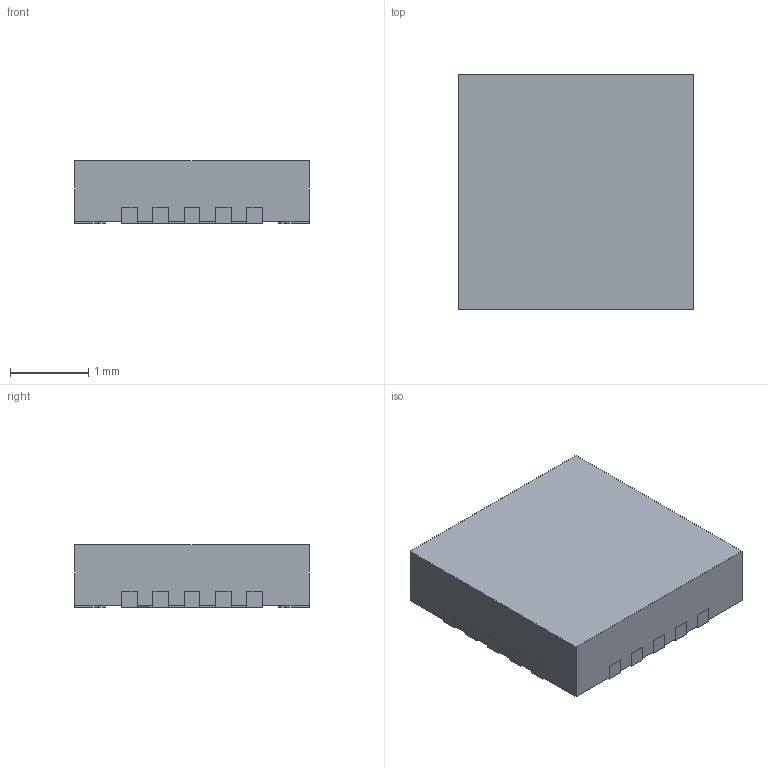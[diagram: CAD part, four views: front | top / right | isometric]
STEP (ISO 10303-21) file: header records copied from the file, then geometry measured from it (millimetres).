
FILE_DESCRIPTION((''),'2;1');
FILE_NAME('RUK0020B_ASM','2016-02-18T',('a0412025'),(''),'PRO/ENGINEER BY PARAMETRIC TECHNOLOGY CORPORATION, 2011490','PRO/ENGINEER BY PARAMETRIC TECHNOLOGY CORPORATION, 2011490','');
FILE_SCHEMA(('AUTOMOTIVE_DESIGN_CC2 { 1 2 10303 214 -1 1 5 2 }'));
Length unit declared in the file: millimetre
Products named in the file (4): BODY-QFN; FRAME-RUK0020B; PIN1-ID; RUK0020B_ASM
Assembly tree (3 placements, depth 2):
  RUK0020B_ASM
    BODY-QFN
    FRAME-RUK0020B
    PIN1-ID
Bounding box: 3 x 3 x 0.8 mm (x, y, z)
Volume: 7.1 mm3; surface area: 48.7 mm2
Topology: 22 solids, 22 shells, 229 faces, 546 edges, 364 vertices
Faces by surface type: plane 189, cylinder 40
Entity records: 8598 total; most frequent: CARTESIAN_POINT 1146, DIRECTION 1098, ORIENTED_EDGE 1092, PRESENTATION_STYLE_ASSIGNMENT 590, STYLED_ITEM 568, CURVE_STYLE 546, EDGE_CURVE 546, VECTOR 466
